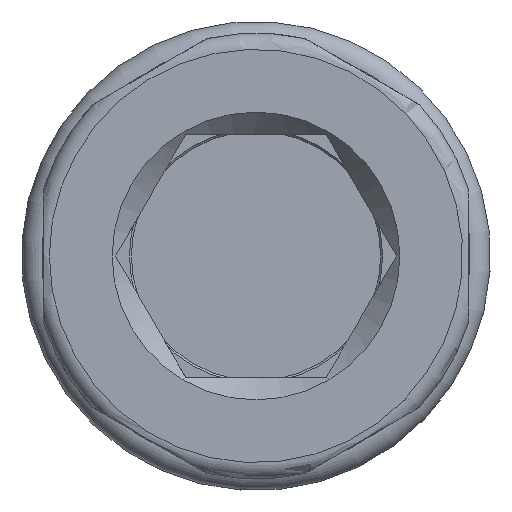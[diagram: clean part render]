
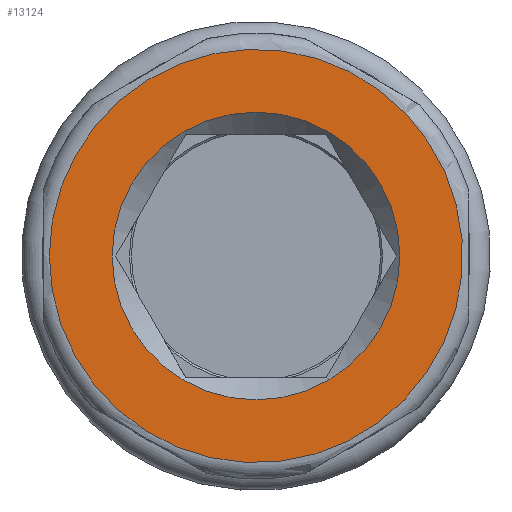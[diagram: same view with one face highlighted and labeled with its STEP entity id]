
A CAD part, left-side view. The second image highlights one B-rep face of the part: STEP entity #13124.
In plain terms, the highlighted planar face has unit normal (-1, 0, 0).
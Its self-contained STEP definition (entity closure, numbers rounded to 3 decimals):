
#167=FACE_BOUND('',#2251,.T.);
#767=PLANE('',#13893);
#1448=FACE_OUTER_BOUND('',#2250,.T.);
#2250=EDGE_LOOP('',(#11494));
#2251=EDGE_LOOP('',(#11495));
#4812=CIRCLE('',#13761,10.2);
#4878=CIRCLE('',#13894,7.1);
#5924=VERTEX_POINT('',#75193);
#6104=VERTEX_POINT('',#99191);
#7563=EDGE_CURVE('',#5924,#5924,#4812,.T.);
#7917=EDGE_CURVE('',#6104,#6104,#4878,.T.);
#11494=ORIENTED_EDGE('',*,*,#7563,.F.);
#11495=ORIENTED_EDGE('',*,*,#7917,.F.);
#13124=ADVANCED_FACE('',(#1448,#167),#767,.T.);
#13761=AXIS2_PLACEMENT_3D('',#75194,#15719,#15720);
#13893=AXIS2_PLACEMENT_3D('',#99190,#16165,#16166);
#13894=AXIS2_PLACEMENT_3D('',#99192,#16167,#16168);
#15719=DIRECTION('center_axis',(1.,0.,0.));
#15720=DIRECTION('ref_axis',(0.,-1.,0.));
#16165=DIRECTION('center_axis',(-1.,0.,0.));
#16166=DIRECTION('ref_axis',(0.,0.,1.));
#16167=DIRECTION('center_axis',(-1.,0.,0.));
#16168=DIRECTION('ref_axis',(0.,-1.,0.));
#75193=CARTESIAN_POINT('',(0.,10.2,0.));
#75194=CARTESIAN_POINT('Origin',(0.,0.,0.));
#99190=CARTESIAN_POINT('Origin',(0.,8.5,0.));
#99191=CARTESIAN_POINT('',(0.,7.1,0.));
#99192=CARTESIAN_POINT('Origin',(0.,0.,0.));
